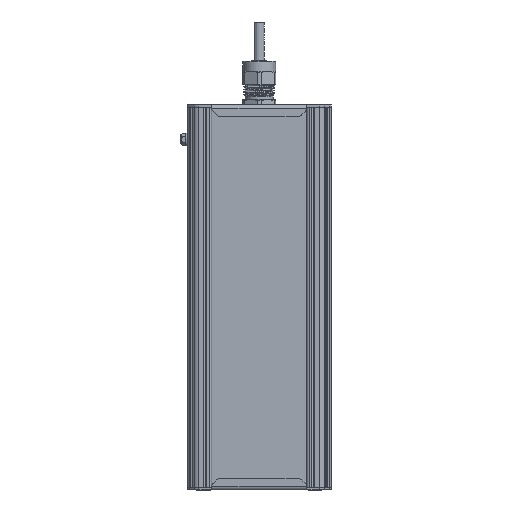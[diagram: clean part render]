
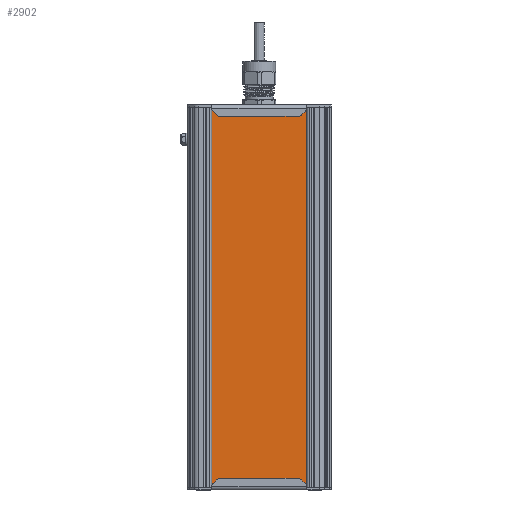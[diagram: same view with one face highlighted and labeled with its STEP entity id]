
A CAD part, front view. The second image highlights one B-rep face of the part: STEP entity #2902.
In plain terms, the highlighted face is planar.
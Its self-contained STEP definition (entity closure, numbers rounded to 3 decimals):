
#2902=ADVANCED_FACE('',(#9470),#9472,.T.);
#9470=FACE_BOUND('',#9471,.T.);
#9471=EDGE_LOOP('',(#34199,#34200,#34201,#34202));
#9472=PLANE('',#9473);
#9473=AXIS2_PLACEMENT_3D('',#9474,#9475,#9476);
#9474=CARTESIAN_POINT('',(120.465,593.492,117.308));
#9475=DIRECTION('',(0.,0.,-1.));
#9476=DIRECTION('',(0.,1.,0.));
#34199=ORIENTED_EDGE('',*,*,#38392,.T.);
#34200=ORIENTED_EDGE('',*,*,#38391,.T.);
#34201=ORIENTED_EDGE('',*,*,#38393,.F.);
#34202=ORIENTED_EDGE('',*,*,#38394,.F.);
#38391=EDGE_CURVE('',#41554,#41559,#41561,.T.);
#38392=EDGE_CURVE('',#41562,#41554,#41563,.T.);
#38393=EDGE_CURVE('',#41564,#41559,#41565,.T.);
#38394=EDGE_CURVE('',#41562,#41564,#41566,.T.);
#41554=VERTEX_POINT('',#51673);
#41559=VERTEX_POINT('',#51682);
#41561=LINE('',#51686,#51687);
#41562=VERTEX_POINT('',#51689);
#41563=LINE('',#51690,#51691);
#41564=VERTEX_POINT('',#51693);
#41565=LINE('',#51694,#51695);
#41566=LINE('',#51697,#51698);
#51673=CARTESIAN_POINT('',(120.465,679.838,117.308));
#51682=CARTESIAN_POINT('',(416.465,679.838,117.308));
#51686=CARTESIAN_POINT('',(120.465,679.838,117.308));
#51687=VECTOR('',#51688,1.);
#51688=DIRECTION('',(1.,0.,0.));
#51689=CARTESIAN_POINT('',(120.465,593.492,117.308));
#51690=CARTESIAN_POINT('',(120.465,593.492,117.308));
#51691=VECTOR('',#51692,1.);
#51692=DIRECTION('',(0.,1.,0.));
#51693=CARTESIAN_POINT('',(416.465,593.492,117.308));
#51694=CARTESIAN_POINT('',(416.465,593.492,117.308));
#51695=VECTOR('',#51696,1.);
#51696=DIRECTION('',(0.,1.,0.));
#51697=CARTESIAN_POINT('',(120.465,593.492,117.308));
#51698=VECTOR('',#51699,1.);
#51699=DIRECTION('',(1.,0.,0.));
